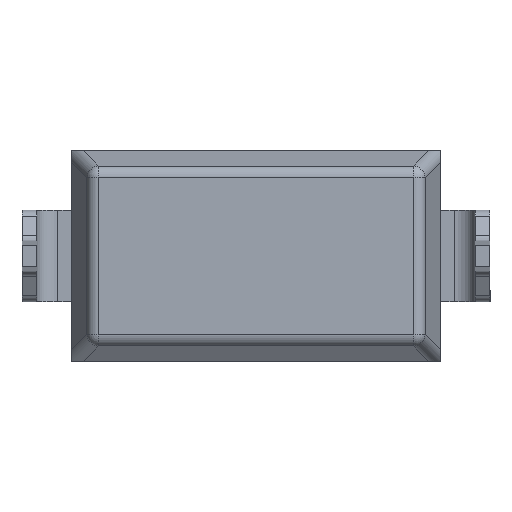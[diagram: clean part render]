
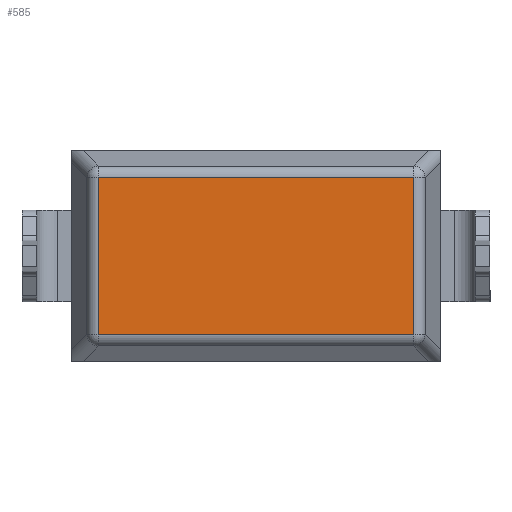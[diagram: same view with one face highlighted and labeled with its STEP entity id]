
A CAD part, front view. The second image highlights one B-rep face of the part: STEP entity #585.
In plain terms, the highlighted planar face has unit normal (0, -1, 0).
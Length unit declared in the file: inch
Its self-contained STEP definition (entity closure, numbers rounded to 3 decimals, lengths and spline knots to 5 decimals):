
#5 = LINE ( 'NONE', #3626, #4141 ) ;
#252 = CARTESIAN_POINT ( 'NONE',  ( 0.24905, -0.00421, -0.10959 ) ) ;
#275 = VERTEX_POINT ( 'NONE', #1841 ) ;
#463 = DIRECTION ( 'NONE',  ( 0., 0., 1. ) ) ;
#585 = ADVANCED_FACE ( 'NONE', ( #4241 ), #3891, .F. ) ;
#646 = EDGE_CURVE ( 'NONE', #275, #1306, #5, .T. ) ;
#695 = CARTESIAN_POINT ( 'NONE',  ( 0.45781, -0.00421, -0.00556 ) ) ;
#1068 = VERTEX_POINT ( 'NONE', #2908 ) ;
#1283 = LINE ( 'NONE', #2919, #3685 ) ;
#1303 = DIRECTION ( 'NONE',  ( -1., 0., 0. ) ) ;
#1306 = VERTEX_POINT ( 'NONE', #3940 ) ;
#1307 = ORIENTED_EDGE ( 'NONE', *, *, #2624, .T. ) ;
#1564 = CARTESIAN_POINT ( 'NONE',  ( 0.24612, -0.00421, -0.40758 ) ) ;
#1841 = CARTESIAN_POINT ( 'NONE',  ( 0.45781, -0.00421, -0.10959 ) ) ;
#1885 = CARTESIAN_POINT ( 'NONE',  ( 0.24905, -0.00421, -0.00556 ) ) ;
#2021 = LINE ( 'NONE', #695, #3966 ) ;
#2069 = EDGE_LOOP ( 'NONE', ( #2219, #3479, #2833, #1307 ) ) ;
#2119 = EDGE_CURVE ( 'NONE', #1068, #3661, #3877, .T. ) ;
#2219 = ORIENTED_EDGE ( 'NONE', *, *, #2119, .T. ) ;
#2520 = AXIS2_PLACEMENT_3D ( 'NONE', #1564, #2873, #463 ) ;
#2624 = EDGE_CURVE ( 'NONE', #1306, #1068, #2021, .T. ) ;
#2833 = ORIENTED_EDGE ( 'NONE', *, *, #646, .T. ) ;
#2873 = DIRECTION ( 'NONE',  ( 0., 1., 0. ) ) ;
#2908 = CARTESIAN_POINT ( 'NONE',  ( 0.24905, -0.00421, -0.00556 ) ) ;
#2919 = CARTESIAN_POINT ( 'NONE',  ( 0.45781, -0.00421, -0.10959 ) ) ;
#3001 = DIRECTION ( 'NONE',  ( 0., 0., 1. ) ) ;
#3444 = DIRECTION ( 'NONE',  ( -1., 0., 0. ) ) ;
#3479 = ORIENTED_EDGE ( 'NONE', *, *, #3592, .F. ) ;
#3567 = DIRECTION ( 'NONE',  ( 0., 0., -1. ) ) ;
#3592 = EDGE_CURVE ( 'NONE', #275, #3661, #1283, .T. ) ;
#3626 = CARTESIAN_POINT ( 'NONE',  ( 0.45781, -0.00421, -0.20959 ) ) ;
#3661 = VERTEX_POINT ( 'NONE', #252 ) ;
#3685 = VECTOR ( 'NONE', #1303, 39.37008 ) ;
#3877 = LINE ( 'NONE', #1885, #3886 ) ;
#3886 = VECTOR ( 'NONE', #3567, 39.37008 ) ;
#3891 = PLANE ( 'NONE',  #2520 ) ;
#3940 = CARTESIAN_POINT ( 'NONE',  ( 0.45781, -0.00421, -0.00556 ) ) ;
#3966 = VECTOR ( 'NONE', #3444, 39.37008 ) ;
#4141 = VECTOR ( 'NONE', #3001, 39.37008 ) ;
#4241 = FACE_OUTER_BOUND ( 'NONE', #2069, .T. ) ;
